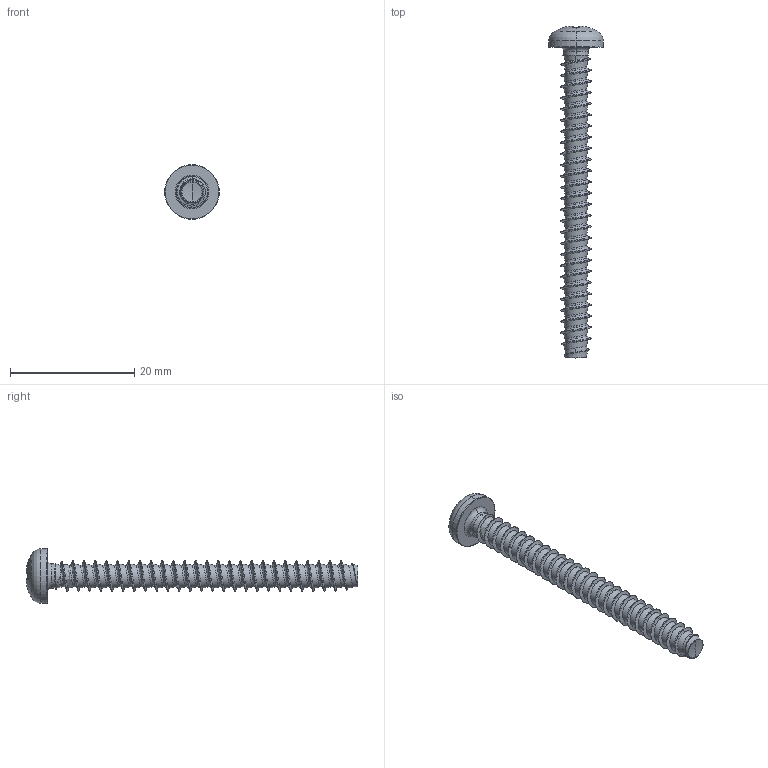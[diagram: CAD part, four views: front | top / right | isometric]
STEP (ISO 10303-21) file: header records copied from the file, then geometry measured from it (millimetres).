
FILE_DESCRIPTION (( 'STEP AP203' ), '1' );
FILE_NAME ('STP220500500.STEP', '2017-08-15T03:30:54', ( '' ), ( '' ), 'SwSTEP 2.0', 'SolidWorks 2015', '' );
FILE_SCHEMA (( 'CONFIG_CONTROL_DESIGN' ));
Products named in the file (1): STP220500500
Bounding box: 8.8 x 53.44 x 8.8 mm (x, y, z)
Volume: 730.2 mm3; surface area: 1126.4 mm2
Topology: 1 solids, 1 shells, 220 faces, 546 edges, 328 vertices
Faces by surface type: cylinder 79, bspline 55, plane 30, torus 28, sphere 20, cone 8
Entity records: 40891 total; most frequent: CARTESIAN_POINT 36261, ORIENTED_EDGE 1088, DIRECTION 815, EDGE_CURVE 544, AXIS2_PLACEMENT_3D 346, VERTEX_POINT 328, EDGE_LOOP 222, ADVANCED_FACE 220
